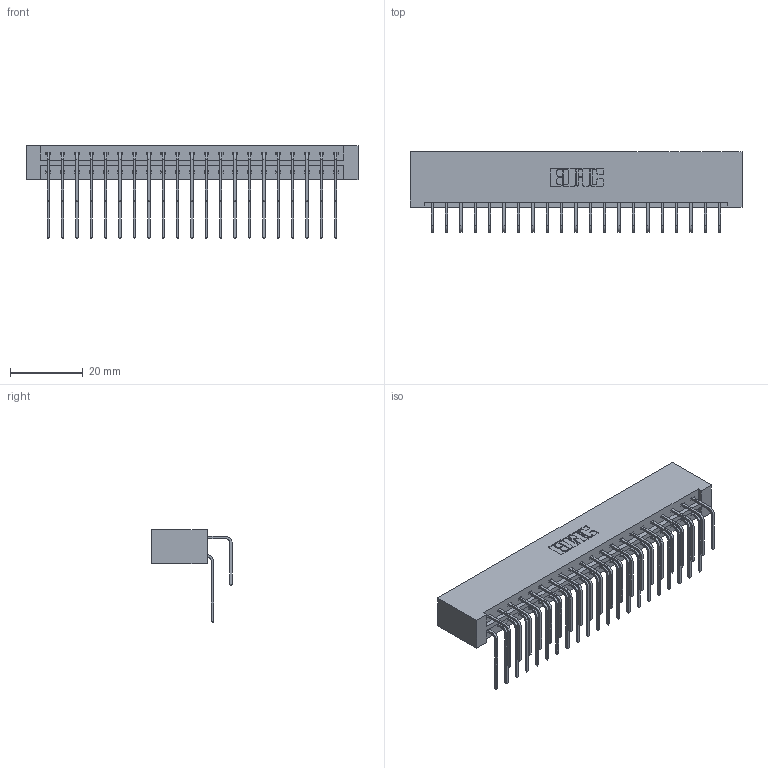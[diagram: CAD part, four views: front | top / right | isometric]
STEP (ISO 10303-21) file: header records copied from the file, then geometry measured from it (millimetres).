
FILE_DESCRIPTION (( 'STEP AP203' ), '1' );
FILE_NAME ('333-042-558-201.STEP', '2018-08-03T19:32:00', ( '' ), ( '' ), 'SwSTEP 2.0', 'SolidWorks 2016', '' );
FILE_SCHEMA (( 'CONFIG_CONTROL_DESIGN' ));
Length unit declared in the file: inch
Products named in the file (4): 333 Part_Lugless; 345-292-001_558 559 Tail - 1; 345-292-001_558 Tail - 2; 333-042-558-201
Assembly tree (43 placements, depth 2):
  333-042-558-201
    333 Part_Lugless
    345-292-001_558 559 Tail - 1  x21
    345-292-001_558 Tail - 2  x21
Bounding box: 91.47 x 22.17 x 25.53 mm (x, y, z)
Volume: 10016.2 mm3; surface area: 12847.2 mm2
Topology: 43 solids, 43 shells, 2374 faces, 7049 edges, 4642 vertices
Faces by surface type: plane 1662, cylinder 712
Entity records: 17733 total; most frequent: CARTESIAN_POINT 3013, ORIENTED_EDGE 2898, DIRECTION 2585, EDGE_CURVE 1449, VECTOR 1289, LINE 1289, VERTEX_POINT 962, AXIS2_PLACEMENT_3D 648
